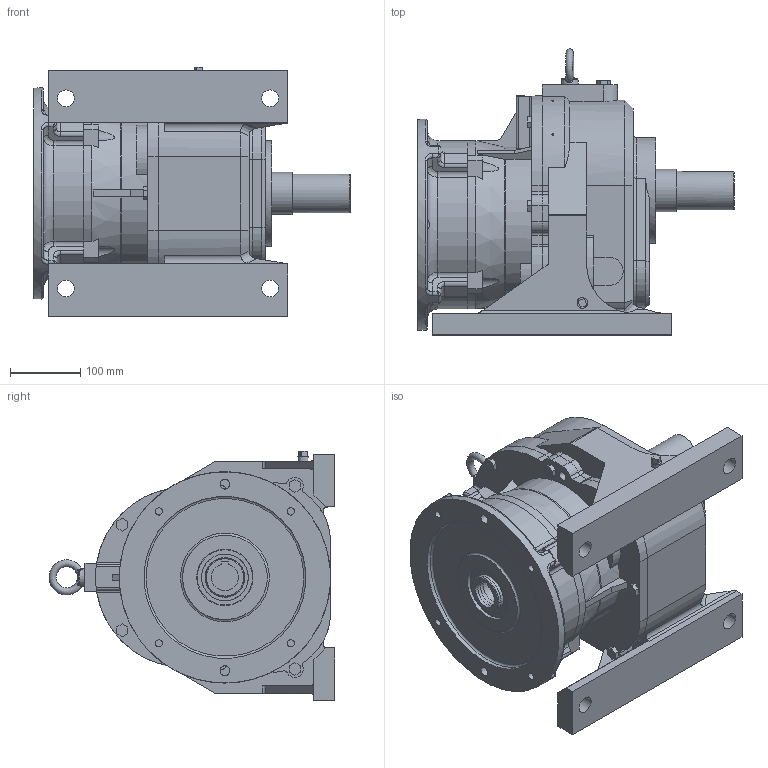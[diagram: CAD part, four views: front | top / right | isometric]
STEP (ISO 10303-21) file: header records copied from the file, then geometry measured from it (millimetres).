
FILE_DESCRIPTION (( 'STEP AP214' ), '1' );
FILE_NAME ('EK2DO08372H001_F1HM20_5.5KW_R30_defeature.stp', '2022-06-08T01:05:56', ( 'Windows 餌辨濠' ), ( '' ), 'SwSTEP 2.0', 'SolidWorks 2021', '' );
FILE_SCHEMA (( 'AUTOMOTIVE_DESIGN' ));
Length unit declared in the file: millimetre
Products named in the file (1): EK2DO08372H001_F1HM20_5.5KW_R30_defeature
Bounding box: 450 x 406 x 354 mm (x, y, z)
Volume: 21205250.9 mm3; surface area: 758643.3 mm2
Topology: 1 solids, 3 shells, 574 faces, 1443 edges, 897 vertices
Faces by surface type: plane 265, cylinder 202, bspline 56, cone 26, torus 25
Full cylindrical faces by diameter (mm): 2.7 x1, 4 x1, 10 x4, 10.2 x4, 13 x2, 14 x2, 24 x4, 48 x1, 55 x4, 60 x1, 66.41 x2, 78.59 x2, 80 x1, 150 x1, 230 x1, 300 x1
Entity records: 22371 total; most frequent: CARTESIAN_POINT 7741, ORIENTED_EDGE 2742, DIRECTION 2652, EDGE_CURVE 1371, AXIS2_PLACEMENT_3D 973, VERTEX_POINT 877, LINE 706, VECTOR 706
